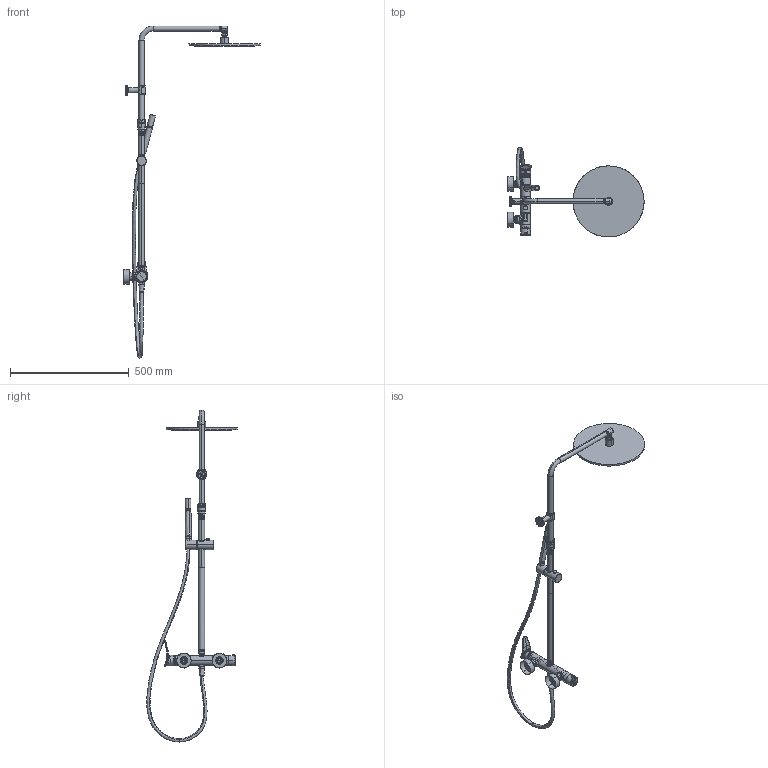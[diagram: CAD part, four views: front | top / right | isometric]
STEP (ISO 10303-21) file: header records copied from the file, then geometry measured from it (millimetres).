
FILE_DESCRIPTION(('CATIA V5 STEP Exchange','CAx-IF Rec.Pracs.--- Model Styling and Organization---1.5--- 2016-08-15','CAx-IF Rec.Pracs.---Supplemental Geometry---1.0---2011-11-01','CAx-IF Rec.Pracs.--- Composite Materials ---3.4---2017-06-13','CAx-IF Rec.Pracs.---Tessellated 3D Geometry---1.0---2015-12-17'),'2;1');
FILE_NAME('HC004030xx - rendering.stp','2024-01-31T10:33:19+00:00',('none'),('none'),'CATIA Version 5-6 Release 2020 SP2','CATIA V5 STEP AP242 v2','none');
FILE_SCHEMA(('AP242_MANAGED_MODEL_BASED_3D_ENGINEERING_MIM_LF {1 0 10303 442 1 1 4}'));
Products named in the file (1): Product1_AllCATPart
Bounding box: 574.5 x 381.36 x 1400.41 mm (x, y, z)
Volume: 1643947.7 mm3; surface area: 748025.1 mm2
Topology: 239 solids, 239 shells, 3262 faces, 7759 edges, 4997 vertices
Faces by surface type: cylinder 1153, plane 1136, torus 347, bspline 305, cone 283, sphere 34, extrusion 4
Entity records: 126952 total; most frequent: CARTESIAN_POINT 61323, ORIENTED_EDGE 15414, DIRECTION 9255, EDGE_CURVE 7707, VERTEX_POINT 4997, AXIS2_PLACEMENT_3D 4717, EDGE_LOOP 3522, ADVANCED_FACE 3262
